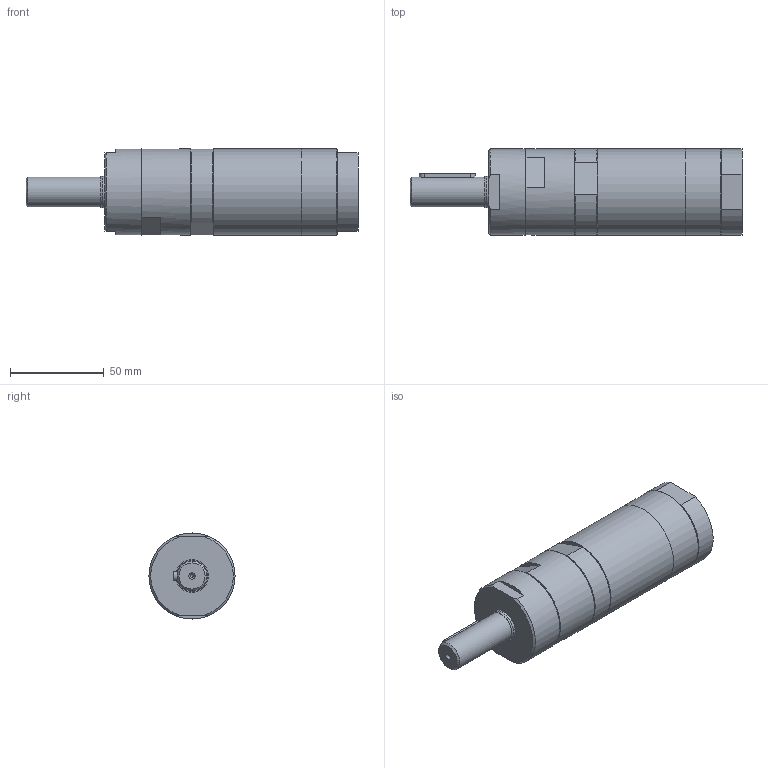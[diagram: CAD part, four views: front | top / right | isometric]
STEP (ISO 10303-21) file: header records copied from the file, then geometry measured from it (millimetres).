
FILE_DESCRIPTION((''),'2;1');
FILE_NAME('MRD 84-2370_60024695.stp','2012-07-18T10:24:04',('ibasyouni'),(''),'Autodesk Inventor 2012','Autodesk Inventor 2012','');
FILE_SCHEMA(('AUTOMOTIVE_DESIGN { 1 0 10303 214 1 1 1 1 }'));
Length unit declared in the file: millimetre
Products named in the file (1): MRD 84-177
Bounding box: 177.5 x 46 x 46 mm (x, y, z)
Volume: 226454 mm3; surface area: 28196.2 mm2
Topology: 1 solids, 1 shells, 105 faces, 253 edges, 162 vertices
Faces by surface type: plane 71, cylinder 17, cone 17
Full cylindrical faces by diameter (mm): 1.6 x1, 11.445 x1, 16 x1, 16.95 x1, 17.5 x1, 18.631 x1, 38.16 x1, 46 x4
Entity records: 2898 total; most frequent: CARTESIAN_POINT 550, DIRECTION 476, ORIENTED_EDGE 448, EDGE_CURVE 224, AXIS2_PLACEMENT_3D 164, VERTEX_POINT 154, VECTOR 148, LINE 148
